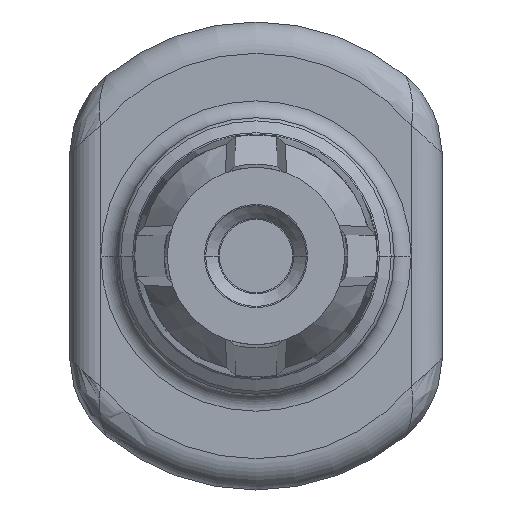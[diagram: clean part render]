
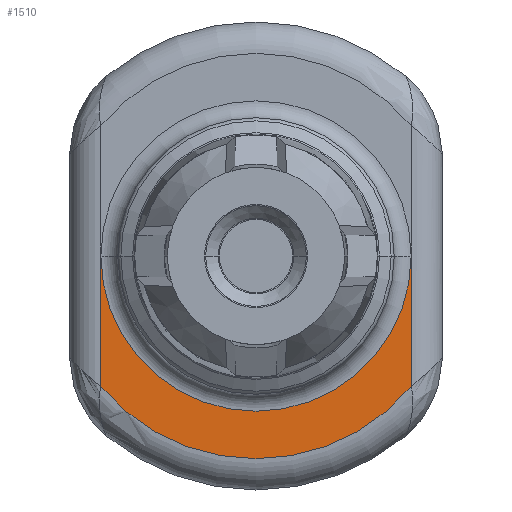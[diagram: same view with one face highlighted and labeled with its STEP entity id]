
A CAD part, front view. The second image highlights one B-rep face of the part: STEP entity #1510.
In plain terms, the highlighted planar face has unit normal (0, -1, 0).
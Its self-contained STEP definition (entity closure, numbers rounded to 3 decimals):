
#169=CARTESIAN_POINT('',(0.,53.45,0.));
#170=DIRECTION('',(0.,-1.,0.));
#171=DIRECTION('',(-1.,0.,0.));
#172=AXIS2_PLACEMENT_3D('',#169,#170,#171);
#177=DIRECTION('',(0.,0.,1.));
#178=VECTOR('',#177,3.843);
#179=CARTESIAN_POINT('',(4.575,53.45,-3.843));
#180=LINE('',#179,#178);
#184=CARTESIAN_POINT('',(0.,53.45,0.));
#185=DIRECTION('',(0.,-1.,0.));
#186=DIRECTION('',(-0.766,0.,-0.643));
#187=AXIS2_PLACEMENT_3D('',#184,#185,#186);
#192=DIRECTION('',(0.,0.,-1.));
#193=VECTOR('',#192,3.843);
#194=CARTESIAN_POINT('',(-4.575,53.45,0.));
#195=LINE('',#194,#193);
#1087=CARTESIAN_POINT('',(-4.575,53.45,-3.843));
#1208=CARTESIAN_POINT('',(4.575,53.45,-3.843));
#1325=CARTESIAN_POINT('',(-4.575,53.45,0.));
#1326=CARTESIAN_POINT('',(4.575,53.45,0.));
#1327=VERTEX_POINT('',#1325);
#1328=VERTEX_POINT('',#1326);
#1342=VERTEX_POINT('',#1208);
#1343=VERTEX_POINT('',#1087);
#1495=CARTESIAN_POINT('',(0.,53.45,0.));
#1496=DIRECTION('',(0.,-1.,0.));
#1497=DIRECTION('',(-1.,0.,0.));
#1498=AXIS2_PLACEMENT_3D('',#1495,#1496,#1497);
#1499=PLANE('',#1498);
#1501=ORIENTED_EDGE('',*,*,#1500,.T.);
#1503=ORIENTED_EDGE('',*,*,#1502,.F.);
#1505=ORIENTED_EDGE('',*,*,#1504,.F.);
#1507=ORIENTED_EDGE('',*,*,#1506,.F.);
#1508=EDGE_LOOP('',(#1501,#1503,#1505,#1507));
#1509=FACE_OUTER_BOUND('',#1508,.F.);
#1510=ADVANCED_FACE('',(#1509),#1499,.T.);
#173=CIRCLE('',#172,4.575);
#188=CIRCLE('',#187,5.975);
#1500=EDGE_CURVE('',#1327,#1328,#173,.T.);
#1502=EDGE_CURVE('',#1342,#1328,#180,.T.);
#1504=EDGE_CURVE('',#1343,#1342,#188,.T.);
#1506=EDGE_CURVE('',#1327,#1343,#195,.T.);
